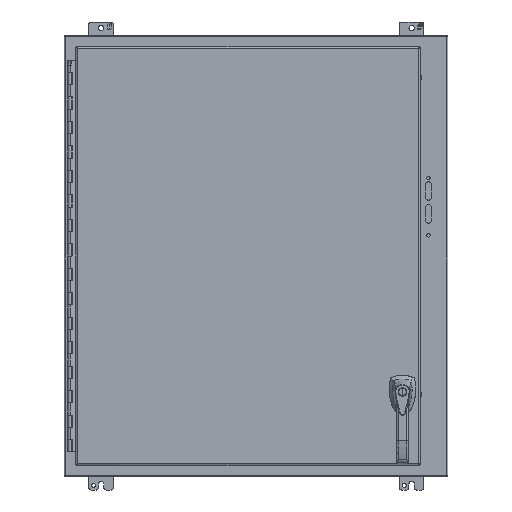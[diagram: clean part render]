
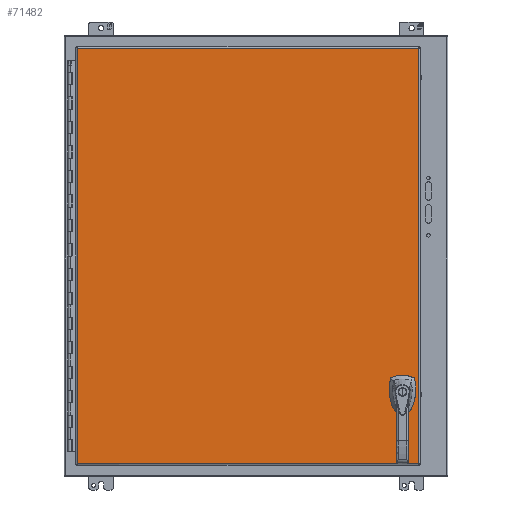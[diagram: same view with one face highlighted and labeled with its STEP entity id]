
A CAD part, front view. The second image highlights one B-rep face of the part: STEP entity #71482.
In plain terms, the highlighted planar face has unit normal (0, -1, 0).
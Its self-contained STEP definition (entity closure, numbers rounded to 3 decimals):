
#261 = ORIENTED_EDGE ( 'NONE', *, *, #17190, .T. ) ;
#463 = CARTESIAN_POINT ( 'NONE',  ( 308.253, -327.028, -272.123 ) ) ;
#1015 = CARTESIAN_POINT ( 'NONE',  ( 303.213, -327.028, -282.169 ) ) ;
#1093 = DIRECTION ( 'NONE',  ( 0., 0., -1. ) ) ;
#1296 = DIRECTION ( 'NONE',  ( 0., 0., -1. ) ) ;
#3292 = CARTESIAN_POINT ( 'NONE',  ( 308.253, -327.028, -292.214 ) ) ;
#3409 = DIRECTION ( 'NONE',  ( 0., 0., -1. ) ) ;
#4569 = CARTESIAN_POINT ( 'NONE',  ( -374.637, -327.028, -434.188 ) ) ;
#4847 = VECTOR ( 'NONE', #64261, 1000. ) ;
#5293 = AXIS2_PLACEMENT_3D ( 'NONE', #60095, #66151, #1093 ) ;
#7620 = VERTEX_POINT ( 'NONE', #39810 ) ;
#8151 = EDGE_CURVE ( 'NONE', #41415, #66284, #42052, .T. ) ;
#9864 = VERTEX_POINT ( 'NONE', #21550 ) ;
#9974 = CARTESIAN_POINT ( 'NONE',  ( 293.167, -327.028, -277.128 ) ) ;
#10134 = CARTESIAN_POINT ( 'NONE',  ( -374.637, -327.028, -431.444 ) ) ;
#10619 = DIRECTION ( 'NONE',  ( 0., -1., 0. ) ) ;
#11568 = EDGE_CURVE ( 'NONE', #58252, #15574, #16935, .T. ) ;
#11982 = VERTEX_POINT ( 'NONE', #9974 ) ;
#12621 = EDGE_CURVE ( 'NONE', #79713, #29904, #69205, .T. ) ;
#13980 = EDGE_LOOP ( 'NONE', ( #18510 ) ) ;
#15574 = VERTEX_POINT ( 'NONE', #80917 ) ;
#16935 = CIRCLE ( 'NONE', #77398, 11.24 ) ;
#17190 = EDGE_CURVE ( 'NONE', #9864, #7620, #51151, .T. ) ;
#17203 = CARTESIAN_POINT ( 'NONE',  ( 303.213, -327.028, -316.154 ) ) ;
#17480 = EDGE_LOOP ( 'NONE', ( #68815, #61509, #261, #76211 ) ) ;
#17630 = DIRECTION ( 'NONE',  ( 0., 1., 0. ) ) ;
#18510 = ORIENTED_EDGE ( 'NONE', *, *, #38460, .T. ) ;
#18551 = VERTEX_POINT ( 'NONE', #24565 ) ;
#20444 = VECTOR ( 'NONE', #31787, 1000. ) ;
#21550 = CARTESIAN_POINT ( 'NONE',  ( -371.894, -327.028, 431.444 ) ) ;
#21603 = DIRECTION ( 'NONE',  ( 0., 1., 0. ) ) ;
#23493 = VECTOR ( 'NONE', #75711, 1000. ) ;
#23728 = CARTESIAN_POINT ( 'NONE',  ( 303.213, -327.028, -282.169 ) ) ;
#24565 = CARTESIAN_POINT ( 'NONE',  ( 303.213, -327.028, -320.396 ) ) ;
#25555 = CARTESIAN_POINT ( 'NONE',  ( 298.172, -327.028, -272.123 ) ) ;
#25735 = ORIENTED_EDGE ( 'NONE', *, *, #11568, .T. ) ;
#26425 = CARTESIAN_POINT ( 'NONE',  ( -374.637, -327.028, 431.444 ) ) ;
#27659 = CARTESIAN_POINT ( 'NONE',  ( 336.995, -327.028, -431.444 ) ) ;
#28794 = CARTESIAN_POINT ( 'NONE',  ( 336.995, -327.028, 431.444 ) ) ;
#29904 = VERTEX_POINT ( 'NONE', #28794 ) ;
#31787 = DIRECTION ( 'NONE',  ( 1., 0., 0. ) ) ;
#31864 = VECTOR ( 'NONE', #82048, 1000. ) ;
#32700 = ORIENTED_EDGE ( 'NONE', *, *, #45309, .F. ) ;
#33377 = DIRECTION ( 'NONE',  ( 0., 0., -1. ) ) ;
#33461 = AXIS2_PLACEMENT_3D ( 'NONE', #73729, #21603, #1296 ) ;
#33542 = CARTESIAN_POINT ( 'NONE',  ( 313.258, -327.028, -277.128 ) ) ;
#35459 = DIRECTION ( 'NONE',  ( 0., 1., 0. ) ) ;
#37252 = ORIENTED_EDGE ( 'NONE', *, *, #8151, .T. ) ;
#37692 = FACE_BOUND ( 'NONE', #60407, .T. ) ;
#38415 = LINE ( 'NONE', #26425, #4847 ) ;
#38460 = EDGE_CURVE ( 'NONE', #18551, #18551, #50936, .T. ) ;
#39810 = CARTESIAN_POINT ( 'NONE',  ( -371.894, -327.028, -431.444 ) ) ;
#41415 = VERTEX_POINT ( 'NONE', #463 ) ;
#41979 = VECTOR ( 'NONE', #33377, 1000. ) ;
#42052 = CIRCLE ( 'NONE', #44825, 11.24 ) ;
#42318 = VECTOR ( 'NONE', #62846, 1000. ) ;
#43373 = DIRECTION ( 'NONE',  ( 0., 0., -1. ) ) ;
#44825 = AXIS2_PLACEMENT_3D ( 'NONE', #23728, #49002, #3409 ) ;
#45309 = EDGE_CURVE ( 'NONE', #62627, #66284, #77417, .T. ) ;
#45811 = VERTEX_POINT ( 'NONE', #3292 ) ;
#47570 = DIRECTION ( 'NONE',  ( 1., 0., 0. ) ) ;
#47986 = CARTESIAN_POINT ( 'NONE',  ( 313.258, -327.028, -287.209 ) ) ;
#48130 = ORIENTED_EDGE ( 'NONE', *, *, #53011, .T. ) ;
#48798 = LINE ( 'NONE', #10134, #63052 ) ;
#49002 = DIRECTION ( 'NONE',  ( 0., 1., 0. ) ) ;
#50564 = ORIENTED_EDGE ( 'NONE', *, *, #62558, .T. ) ;
#50877 = EDGE_CURVE ( 'NONE', #41415, #81312, #54839, .T. ) ;
#50936 = CIRCLE ( 'NONE', #55114, 4.242 ) ;
#51151 = LINE ( 'NONE', #82330, #42318 ) ;
#51414 = CARTESIAN_POINT ( 'NONE',  ( 313.258, -327.028, -277.128 ) ) ;
#52697 = CARTESIAN_POINT ( 'NONE',  ( 293.167, -327.028, -287.209 ) ) ;
#52986 = ORIENTED_EDGE ( 'NONE', *, *, #50877, .F. ) ;
#53011 = EDGE_CURVE ( 'NONE', #62627, #45811, #56796, .T. ) ;
#54839 = LINE ( 'NONE', #69074, #31864 ) ;
#55114 = AXIS2_PLACEMENT_3D ( 'NONE', #17203, #17630, #43373 ) ;
#55271 = DIRECTION ( 'NONE',  ( 0., 0., -1. ) ) ;
#55875 = ORIENTED_EDGE ( 'NONE', *, *, #76926, .F. ) ;
#55956 = EDGE_CURVE ( 'NONE', #11982, #15574, #73464, .T. ) ;
#56670 = DIRECTION ( 'NONE',  ( 0., 0., -1. ) ) ;
#56796 = CIRCLE ( 'NONE', #33461, 11.24 ) ;
#58252 = VERTEX_POINT ( 'NONE', #68043 ) ;
#60095 = CARTESIAN_POINT ( 'NONE',  ( 303.213, -327.028, -282.169 ) ) ;
#60407 = EDGE_LOOP ( 'NONE', ( #55875, #25735, #65479, #50564, #52986, #37252, #32700, #48130 ) ) ;
#61509 = ORIENTED_EDGE ( 'NONE', *, *, #70653, .T. ) ;
#62121 = DIRECTION ( 'NONE',  ( 0., 0., 1. ) ) ;
#62558 = EDGE_CURVE ( 'NONE', #11982, #81312, #81049, .T. ) ;
#62627 = VERTEX_POINT ( 'NONE', #47986 ) ;
#62846 = DIRECTION ( 'NONE',  ( 0., 0., -1. ) ) ;
#63052 = VECTOR ( 'NONE', #47570, 1000. ) ;
#63117 = CARTESIAN_POINT ( 'NONE',  ( 336.995, -327.028, -434.188 ) ) ;
#63767 = VECTOR ( 'NONE', #62121, 1000. ) ;
#63816 = EDGE_CURVE ( 'NONE', #7620, #79713, #48798, .T. ) ;
#63949 = FACE_BOUND ( 'NONE', #13980, .T. ) ;
#64261 = DIRECTION ( 'NONE',  ( -1., 0., 0. ) ) ;
#64387 = PLANE ( 'NONE',  #65495 ) ;
#64487 = CARTESIAN_POINT ( 'NONE',  ( 308.253, -327.028, -292.214 ) ) ;
#65479 = ORIENTED_EDGE ( 'NONE', *, *, #55956, .F. ) ;
#65495 = AXIS2_PLACEMENT_3D ( 'NONE', #4569, #10619, #56670 ) ;
#66151 = DIRECTION ( 'NONE',  ( 0., 1., 0. ) ) ;
#66284 = VERTEX_POINT ( 'NONE', #33542 ) ;
#68043 = CARTESIAN_POINT ( 'NONE',  ( 298.172, -327.028, -292.214 ) ) ;
#68815 = ORIENTED_EDGE ( 'NONE', *, *, #12621, .T. ) ;
#69074 = CARTESIAN_POINT ( 'NONE',  ( 298.172, -327.028, -272.123 ) ) ;
#69205 = LINE ( 'NONE', #63117, #23493 ) ;
#70653 = EDGE_CURVE ( 'NONE', #29904, #9864, #38415, .T. ) ;
#71482 = ADVANCED_FACE ( 'NONE', ( #37692, #76993, #63949 ), #64387, .T. ) ;
#73464 = LINE ( 'NONE', #52697, #41979 ) ;
#73729 = CARTESIAN_POINT ( 'NONE',  ( 303.213, -327.028, -282.169 ) ) ;
#75711 = DIRECTION ( 'NONE',  ( 0., 0., 1. ) ) ;
#76211 = ORIENTED_EDGE ( 'NONE', *, *, #63816, .T. ) ;
#76926 = EDGE_CURVE ( 'NONE', #58252, #45811, #83543, .T. ) ;
#76993 = FACE_OUTER_BOUND ( 'NONE', #17480, .T. ) ;
#77398 = AXIS2_PLACEMENT_3D ( 'NONE', #1015, #35459, #55271 ) ;
#77417 = LINE ( 'NONE', #51414, #63767 ) ;
#79713 = VERTEX_POINT ( 'NONE', #27659 ) ;
#80917 = CARTESIAN_POINT ( 'NONE',  ( 293.167, -327.028, -287.209 ) ) ;
#81049 = CIRCLE ( 'NONE', #5293, 11.24 ) ;
#81312 = VERTEX_POINT ( 'NONE', #25555 ) ;
#82048 = DIRECTION ( 'NONE',  ( -1., 0., 0. ) ) ;
#82330 = CARTESIAN_POINT ( 'NONE',  ( -371.894, -327.028, -434.188 ) ) ;
#83543 = LINE ( 'NONE', #64487, #20444 ) ;
